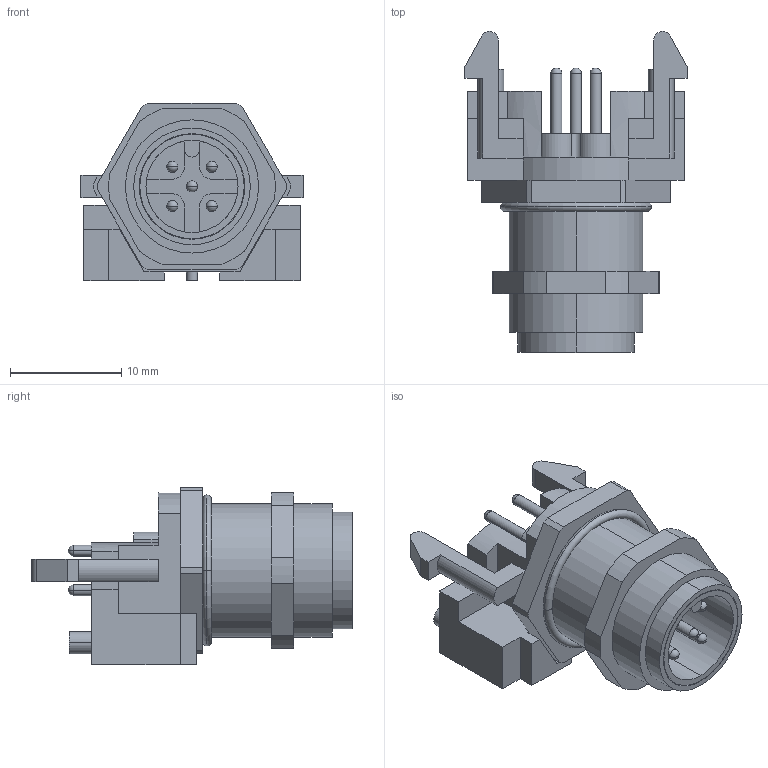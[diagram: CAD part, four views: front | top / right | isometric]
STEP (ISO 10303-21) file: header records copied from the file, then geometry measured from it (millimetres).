
FILE_DESCRIPTION(('SolidDesigner STEP Export'),'2;1');
FILE_NAME('1694211.stp','2009-02-09T16:53:54',(''),(''),'CoCreate Modeling STEP processor for AP214 (Solid Model)','CoCreate Modeling 16.00A 16-Aug-2008 (C) Parametric Technology GmbH','');
FILE_SCHEMA(('AUTOMOTIVE_DESIGN { 1 0 10303 214 1 1 1 1 }'));
Length unit declared in the file: millimetre
Products named in the file (1): 1694211
Bounding box: 20 x 28.9 x 16 mm (x, y, z)
Volume: 2626.8 mm3; surface area: 3723 mm2
Topology: 1 solids, 1 shells, 228 faces, 615 edges, 394 vertices
Faces by surface type: plane 112, cylinder 92, sphere 20, torus 4
Entity records: 6822 total; most frequent: ORIENTED_EDGE 1190, CARTESIAN_POINT 1109, DIRECTION 1077, EDGE_CURVE 595, VERTEX_POINT 394, AXIS2_PLACEMENT_3D 362, VECTOR 353, LINE 353
